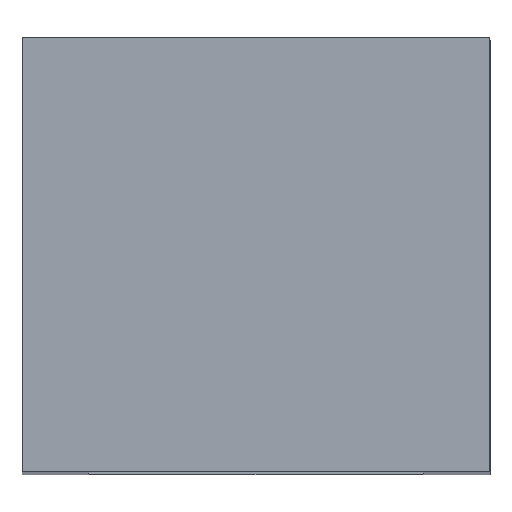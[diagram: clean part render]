
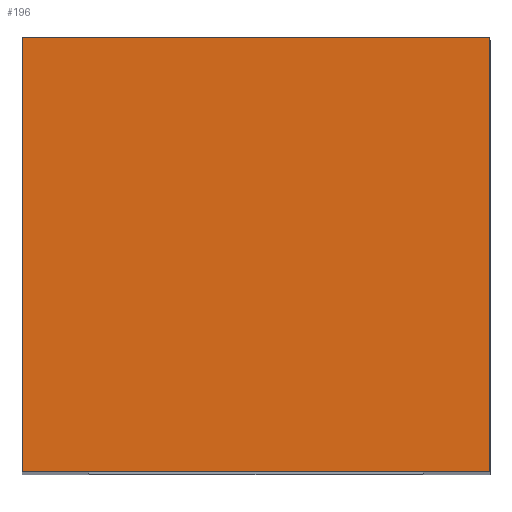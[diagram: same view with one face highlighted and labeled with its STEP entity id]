
A CAD part, top view. The second image highlights one B-rep face of the part: STEP entity #196.
In plain terms, the highlighted planar face has unit normal (0, 0, 1).
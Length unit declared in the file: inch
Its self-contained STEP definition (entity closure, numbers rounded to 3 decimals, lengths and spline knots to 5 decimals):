
#26=FACE_OUTER_BOUND('',#38,.T.);
#38=EDGE_LOOP('',(#171,#172,#173,#174));
#43=LINE('',#289,#67);
#55=LINE('',#314,#79);
#59=LINE('',#321,#83);
#62=LINE('',#326,#86);
#67=VECTOR('',#238,0.3937);
#79=VECTOR('',#260,0.3937);
#83=VECTOR('',#266,0.3937);
#86=VECTOR('',#273,0.3937);
#91=VERTEX_POINT('',#287);
#92=VERTEX_POINT('',#288);
#99=VERTEX_POINT('',#312);
#100=VERTEX_POINT('',#313);
#107=EDGE_CURVE('',#91,#92,#43,.T.);
#119=EDGE_CURVE('',#99,#100,#55,.T.);
#123=EDGE_CURVE('',#91,#100,#59,.T.);
#126=EDGE_CURVE('',#99,#92,#62,.T.);
#171=ORIENTED_EDGE('',*,*,#126,.T.);
#172=ORIENTED_EDGE('',*,*,#107,.F.);
#173=ORIENTED_EDGE('',*,*,#123,.T.);
#174=ORIENTED_EDGE('',*,*,#119,.F.);
#185=PLANE('',#227);
#196=ADVANCED_FACE('',(#26),#185,.T.);
#227=AXIS2_PLACEMENT_3D('',#327,#274,#275);
#238=DIRECTION('',(1.,0.,0.));
#260=DIRECTION('',(-1.,0.,0.));
#266=DIRECTION('',(0.,-1.,0.));
#273=DIRECTION('',(0.,1.,0.));
#274=DIRECTION('center_axis',(0.,0.,1.));
#275=DIRECTION('ref_axis',(1.,0.,0.));
#287=CARTESIAN_POINT('',(-0.875,0.875,3.5));
#288=CARTESIAN_POINT('',(0.875,0.875,3.5));
#289=CARTESIAN_POINT('',(-0.875,0.875,3.5));
#312=CARTESIAN_POINT('',(0.875,-0.75,3.5));
#313=CARTESIAN_POINT('',(-0.875,-0.75,3.5));
#314=CARTESIAN_POINT('',(0.875,-0.75,3.5));
#321=CARTESIAN_POINT('',(-0.875,0.,3.5));
#326=CARTESIAN_POINT('',(0.875,0.,3.5));
#327=CARTESIAN_POINT('Origin',(-0.875,0.,3.5));
